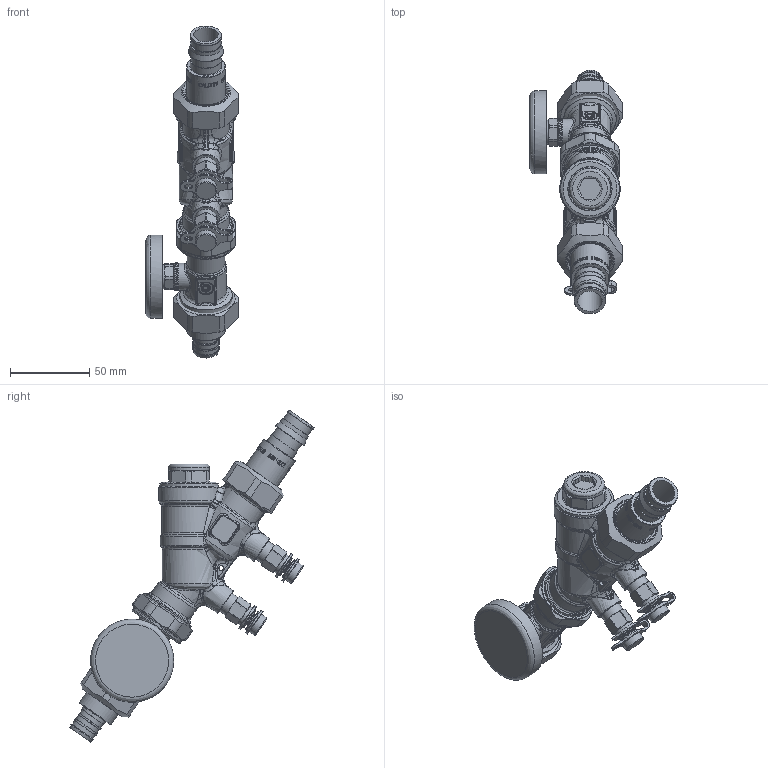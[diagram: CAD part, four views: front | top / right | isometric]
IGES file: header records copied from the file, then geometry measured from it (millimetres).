
Global section: file name: 128453AFC_Simplify_1; native system: Autodesk Inventor 2025; preprocessor: unknown; author: ischreiner; date: 20250721.112808; units: inch
Bounding box: 58.23 x 153.83 x 209.15 mm (x, y, z)
Volume: 227833.4 mm3; surface area: 61427.5 mm2
Topology: 8 solids, 8 shells, 2109 faces, 5307 edges, 3225 vertices
Faces by surface type: bspline 2109
